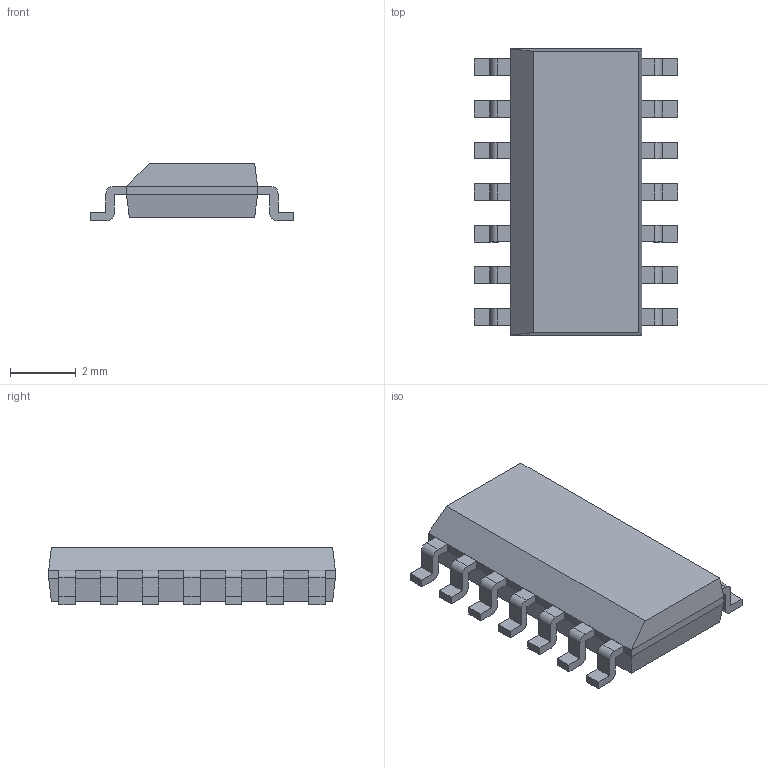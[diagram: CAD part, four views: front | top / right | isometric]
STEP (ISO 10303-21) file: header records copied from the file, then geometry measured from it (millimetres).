
FILE_DESCRIPTION(/* description */ (''),/* implementation_level */ '2;1');
FILE_NAME(/* name */ 'D0014A.step',/* time_stamp */ '2025-08-14T18:57:21+02:00',/* author */ (''),/* organization */ (''),/* preprocessor_version */ 'ST-DEVELOPER v20.1',/* originating_system */ 'Autodesk Translation Framework v14.10.0.0',/* authorisation */ '');
FILE_SCHEMA (('AUTOMOTIVE_DESIGN { 1 0 10303 214 3 1 1 }'));
Length unit declared in the file: millimetre
Products named in the file (1): (Unsaved)
Bounding box: 6.2 x 8.75 x 1.75 mm (x, y, z)
Volume: 57.6 mm3; surface area: 146.3 mm2
Topology: 15 solids, 15 shells, 182 faces, 448 edges, 296 vertices
Faces by surface type: plane 154, cylinder 28
Entity records: 5337 total; most frequent: CARTESIAN_POINT 927, ORIENTED_EDGE 896, DIRECTION 870, EDGE_CURVE 448, LINE 392, VECTOR 392, VERTEX_POINT 296, AXIS2_PLACEMENT_3D 239
